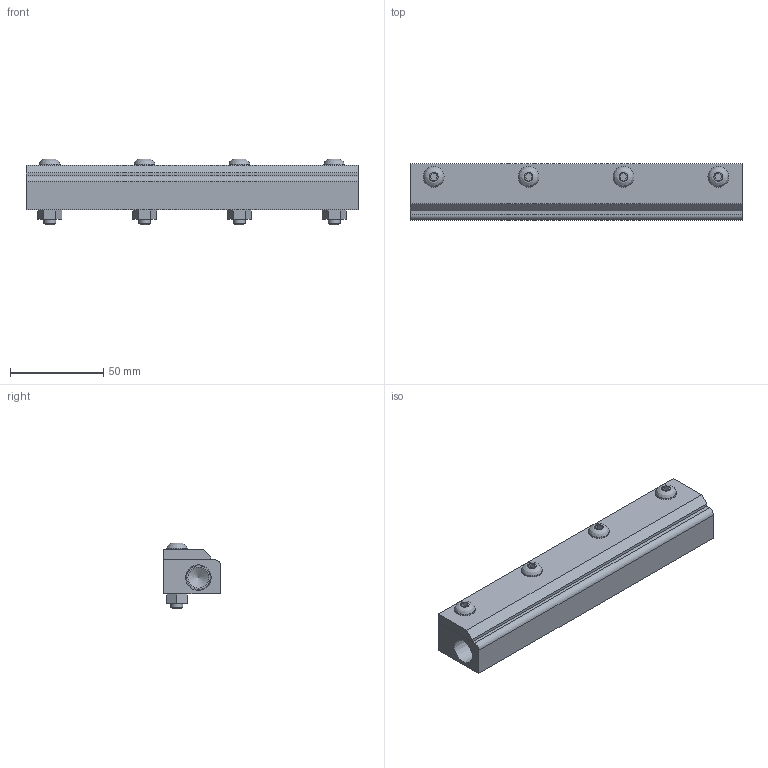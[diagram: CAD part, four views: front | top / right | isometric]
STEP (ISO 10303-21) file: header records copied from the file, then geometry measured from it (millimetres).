
FILE_DESCRIPTION((''),'2;1');
FILE_NAME('2006SS.stp','2010-04-29T09:00:39',('michael witt'),(''),'Autodesk Inventor 2010','Autodesk Inventor 2010','');
FILE_SCHEMA(('AUTOMOTIVE_DESIGN { 1 0 10303 214 1 1 1 1 }'));
Length unit declared in the file: inch
Products named in the file (11): Assembly9; Part422; Part424; Part426; Part428; Part430; Part432; Part434; Part436; Part438; Part440
Assembly tree (10 placements, depth 2):
  Assembly9
    Part422
    Part424
    Part426
    Part428
    Part430
    Part432
    Part434
    Part436
    Part438
    Part440
Bounding box: 177.8 x 30.48 x 35.1 mm (x, y, z)
Volume: 120709.3 mm3; surface area: 37425.7 mm2
Topology: 10 solids, 10 shells, 122 faces, 275 edges, 183 vertices
Faces by surface type: plane 86, cylinder 22, bspline 8, cone 6
Full cylindrical faces by diameter (mm): 6.35 x16, 11.1 x4, 11.113 x1
Entity records: 3711 total; most frequent: CARTESIAN_POINT 775, DIRECTION 558, ORIENTED_EDGE 460, EDGE_CURVE 230, AXIS2_PLACEMENT_3D 193, EDGE_LOOP 190, VERTEX_POINT 172, VECTOR 172
